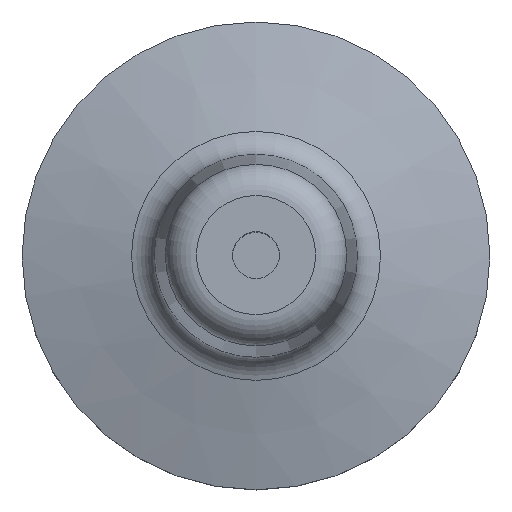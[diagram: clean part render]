
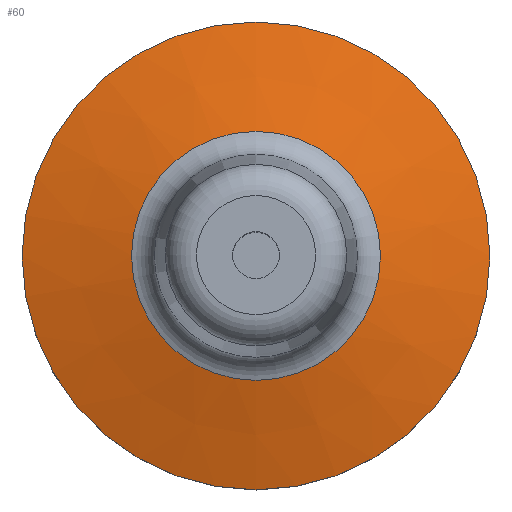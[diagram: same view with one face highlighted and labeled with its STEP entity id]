
A CAD part, top view. The second image highlights one B-rep face of the part: STEP entity #60.
In plain terms, the highlighted conical face has half-angle 75 degrees and reference radius 6.5 mm.
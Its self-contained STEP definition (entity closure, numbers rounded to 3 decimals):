
#48=CONICAL_SURFACE('',#233,6.5,75.);
#60=ADVANCED_FACE('',(#86,#87),#48,.T.);
#86=FACE_BOUND('',#116,.T.);
#87=FACE_BOUND('',#117,.T.);
#116=EDGE_LOOP('',(#148));
#117=EDGE_LOOP('',(#149));
#148=ORIENTED_EDGE('',*,*,#194,.T.);
#149=ORIENTED_EDGE('',*,*,#195,.F.);
#178=VERTEX_POINT('',#340);
#179=VERTEX_POINT('',#342);
#194=EDGE_CURVE('',#178,#178,#210,.T.);
#195=EDGE_CURVE('',#179,#179,#211,.T.);
#210=CIRCLE('',#231,7.982);
#211=CIRCLE('',#232,15.);
#231=AXIS2_PLACEMENT_3D('',#339,#276,#277);
#232=AXIS2_PLACEMENT_3D('',#341,#278,#279);
#233=AXIS2_PLACEMENT_3D('',#343,#280,#281);
#276=DIRECTION('',(0.,0.,-1.));
#277=DIRECTION('',(0.,1.,0.));
#278=DIRECTION('',(0.,0.,-1.));
#279=DIRECTION('',(0.,1.,0.));
#280=DIRECTION('',(0.,0.,-1.));
#281=DIRECTION('',(0.,1.,0.));
#339=CARTESIAN_POINT('',(0.,0.,6.881));
#340=CARTESIAN_POINT('',(0.,7.982,6.881));
#341=CARTESIAN_POINT('',(0.,0.,5.));
#342=CARTESIAN_POINT('',(0.,15.,5.));
#343=CARTESIAN_POINT('',(0.,0.,7.278));
